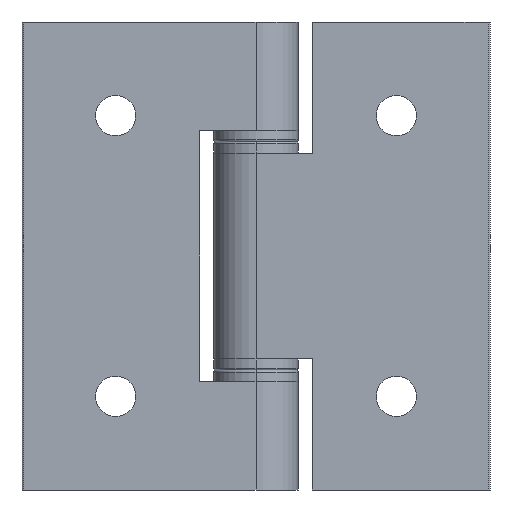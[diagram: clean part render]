
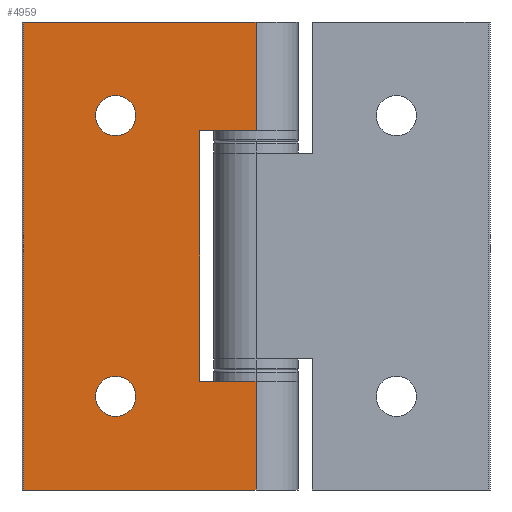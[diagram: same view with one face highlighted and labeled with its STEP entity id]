
A CAD part, front view. The second image highlights one B-rep face of the part: STEP entity #4959.
In plain terms, the highlighted planar face has unit normal (0, -1, 0).
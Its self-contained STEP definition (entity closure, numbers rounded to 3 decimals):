
#19 = EDGE_CURVE ( 'NONE', #1342, #1243, #170, .T. ) ;
#61 = VERTEX_POINT ( 'NONE', #4014 ) ;
#110 = VERTEX_POINT ( 'NONE', #4111 ) ;
#170 = LINE ( 'NONE', #3828, #5380 ) ;
#191 = LINE ( 'NONE', #4100, #4916 ) ;
#193 = LINE ( 'NONE', #4102, #2815 ) ;
#282 = EDGE_CURVE ( 'NONE', #3256, #1243, #191, .T. ) ;
#283 = EDGE_CURVE ( 'NONE', #1271, #3256, #193, .T. ) ;
#284 = EDGE_CURVE ( 'NONE', #3255, #1247, #3270, .T. ) ;
#285 = EDGE_CURVE ( 'NONE', #3255, #1271, #3271, .T. ) ;
#318 = LINE ( 'NONE', #1203, #5792 ) ;
#319 = LINE ( 'NONE', #1211, #5797 ) ;
#692 = CARTESIAN_POINT ( 'NONE',  ( -24.8, -4.5, 25. ) ) ;
#693 = DIRECTION ( 'NONE',  ( 0., 0., -1. ) ) ;
#694 = CARTESIAN_POINT ( 'NONE',  ( -15., -4.5, 15. ) ) ;
#695 = DIRECTION ( 'NONE',  ( 0., 1., 0. ) ) ;
#696 = DIRECTION ( 'NONE',  ( -1., 0., 0. ) ) ;
#697 = CARTESIAN_POINT ( 'NONE',  ( -15., -4.5, -15. ) ) ;
#698 = DIRECTION ( 'NONE',  ( 0., 1., 0. ) ) ;
#699 = DIRECTION ( 'NONE',  ( -1., 0., 0. ) ) ;
#1055 = CARTESIAN_POINT ( 'NONE',  ( -15., -4.5, -15. ) ) ;
#1056 = DIRECTION ( 'NONE',  ( 0., 1., 0. ) ) ;
#1057 = DIRECTION ( 'NONE',  ( -1., 0., 0. ) ) ;
#1066 = CARTESIAN_POINT ( 'NONE',  ( -15., -4.5, 15. ) ) ;
#1067 = DIRECTION ( 'NONE',  ( 0., 1., 0. ) ) ;
#1068 = DIRECTION ( 'NONE',  ( -1., 0., 0. ) ) ;
#1156 = PLANE ( 'NONE',  #5771 ) ;
#1157 = CARTESIAN_POINT ( 'NONE',  ( 0., -4.5, 25. ) ) ;
#1158 = DIRECTION ( 'NONE',  ( 0., 1., 0. ) ) ;
#1159 = DIRECTION ( 'NONE',  ( -1., 0., 0. ) ) ;
#1203 = CARTESIAN_POINT ( 'NONE',  ( 0., -4.5, 25. ) ) ;
#1204 = DIRECTION ( 'NONE',  ( 1., 0., 0. ) ) ;
#1211 = CARTESIAN_POINT ( 'NONE',  ( 0., -4.5, -25. ) ) ;
#1212 = DIRECTION ( 'NONE',  ( 1., 0., 0. ) ) ;
#1224 = VERTEX_POINT ( 'NONE', #4223 ) ;
#1243 = VERTEX_POINT ( 'NONE', #4242 ) ;
#1244 = VERTEX_POINT ( 'NONE', #4243 ) ;
#1247 = VERTEX_POINT ( 'NONE', #4246 ) ;
#1249 = VERTEX_POINT ( 'NONE', #4248 ) ;
#1271 = VERTEX_POINT ( 'NONE', #4270 ) ;
#1342 = VERTEX_POINT ( 'NONE', #4341 ) ;
#1816 = ORIENTED_EDGE ( 'NONE', *, *, #4794, .T. ) ;
#1876 = ORIENTED_EDGE ( 'NONE', *, *, #4793, .T. ) ;
#1877 = ORIENTED_EDGE ( 'NONE', *, *, #283, .T. ) ;
#1878 = ORIENTED_EDGE ( 'NONE', *, *, #4872, .T. ) ;
#1879 = ORIENTED_EDGE ( 'NONE', *, *, #4868, .T. ) ;
#1880 = ORIENTED_EDGE ( 'NONE', *, *, #19, .F. ) ;
#1881 = ORIENTED_EDGE ( 'NONE', *, *, #282, .T. ) ;
#1882 = ORIENTED_EDGE ( 'NONE', *, *, #4792, .T. ) ;
#1883 = ORIENTED_EDGE ( 'NONE', *, *, #4976, .F. ) ;
#1884 = ORIENTED_EDGE ( 'NONE', *, *, #4979, .T. ) ;
#1885 = ORIENTED_EDGE ( 'NONE', *, *, #284, .F. ) ;
#1887 = ORIENTED_EDGE ( 'NONE', *, *, #285, .T. ) ;
#2100 = CARTESIAN_POINT ( 'NONE',  ( -24.8, -4.5, -25. ) ) ;
#2107 = CARTESIAN_POINT ( 'NONE',  ( 0., -4.5, -13.4 ) ) ;
#2108 = CARTESIAN_POINT ( 'NONE',  ( -6., -4.5, 13.4 ) ) ;
#2280 = LINE ( 'NONE', #692, #5713 ) ;
#2366 = FACE_BOUND ( 'NONE', #3014, .T. ) ;
#2367 = FACE_BOUND ( 'NONE', #3025, .T. ) ;
#2368 = FACE_OUTER_BOUND ( 'NONE', #3023, .T. ) ;
#2815 = VECTOR ( 'NONE', #4101, 1000. ) ;
#2817 = VECTOR ( 'NONE', #3863, 1000. ) ;
#2818 = VECTOR ( 'NONE', #3848, 1000. ) ;
#3014 = EDGE_LOOP ( 'NONE', ( #1876, #1878 ) ) ;
#3023 = EDGE_LOOP ( 'NONE', ( #1877, #1881, #1880, #1883, #1882, #1884, #1885, #1887 ) ) ;
#3025 = EDGE_LOOP ( 'NONE', ( #1816, #1879 ) ) ;
#3248 = VERTEX_POINT ( 'NONE', #2100 ) ;
#3255 = VERTEX_POINT ( 'NONE', #2107 ) ;
#3256 = VERTEX_POINT ( 'NONE', #2108 ) ;
#3270 = LINE ( 'NONE', #3854, #2817 ) ;
#3271 = LINE ( 'NONE', #3850, #2818 ) ;
#3753 = CIRCLE ( 'NONE', #3762, 2.15 ) ;
#3762 = AXIS2_PLACEMENT_3D ( 'NONE', #1055, #1056, #1057 ) ;
#3828 = CARTESIAN_POINT ( 'NONE',  ( 0., -4.5, 25. ) ) ;
#3829 = DIRECTION ( 'NONE',  ( 0., 0., -1. ) ) ;
#3848 = DIRECTION ( 'NONE',  ( -1., 0., 0. ) ) ;
#3850 = CARTESIAN_POINT ( 'NONE',  ( 0., -4.5, -13.4 ) ) ;
#3854 = CARTESIAN_POINT ( 'NONE',  ( 0., -4.5, 25. ) ) ;
#3863 = DIRECTION ( 'NONE',  ( 0., 0., -1. ) ) ;
#3866 = DIRECTION ( 'NONE',  ( 1., 0., 0. ) ) ;
#4014 = CARTESIAN_POINT ( 'NONE',  ( -15., -4.5, 12.85 ) ) ;
#4100 = CARTESIAN_POINT ( 'NONE',  ( 0., -4.5, 13.4 ) ) ;
#4101 = DIRECTION ( 'NONE',  ( 0., 0., 1. ) ) ;
#4102 = CARTESIAN_POINT ( 'NONE',  ( -6., -4.5, 25. ) ) ;
#4111 = CARTESIAN_POINT ( 'NONE',  ( -15., -4.5, -17.15 ) ) ;
#4223 = CARTESIAN_POINT ( 'NONE',  ( -15., -4.5, 17.15 ) ) ;
#4242 = CARTESIAN_POINT ( 'NONE',  ( 0., -4.5, 13.4 ) ) ;
#4243 = CARTESIAN_POINT ( 'NONE',  ( -15., -4.5, -12.85 ) ) ;
#4246 = CARTESIAN_POINT ( 'NONE',  ( 0., -4.5, -25. ) ) ;
#4248 = CARTESIAN_POINT ( 'NONE',  ( -24.8, -4.5, 25. ) ) ;
#4270 = CARTESIAN_POINT ( 'NONE',  ( -6., -4.5, -13.4 ) ) ;
#4341 = CARTESIAN_POINT ( 'NONE',  ( 0., -4.5, 25. ) ) ;
#4792 = EDGE_CURVE ( 'NONE', #1249, #3248, #2280, .T. ) ;
#4793 = EDGE_CURVE ( 'NONE', #1224, #61, #5711, .T. ) ;
#4794 = EDGE_CURVE ( 'NONE', #1244, #110, #5715, .T. ) ;
#4868 = EDGE_CURVE ( 'NONE', #110, #1244, #3753, .T. ) ;
#4872 = EDGE_CURVE ( 'NONE', #61, #1224, #5734, .T. ) ;
#4916 = VECTOR ( 'NONE', #3866, 1000. ) ;
#4959 = ADVANCED_FACE ( 'NONE', ( #2366, #2367, #2368 ), #1156, .F. ) ;
#4976 = EDGE_CURVE ( 'NONE', #1249, #1342, #318, .T. ) ;
#4979 = EDGE_CURVE ( 'NONE', #3248, #1247, #319, .T. ) ;
#5380 = VECTOR ( 'NONE', #3829, 1000. ) ;
#5711 = CIRCLE ( 'NONE', #5714, 2.15 ) ;
#5713 = VECTOR ( 'NONE', #693, 1000. ) ;
#5714 = AXIS2_PLACEMENT_3D ( 'NONE', #694, #695, #696 ) ;
#5715 = CIRCLE ( 'NONE', #5717, 2.15 ) ;
#5717 = AXIS2_PLACEMENT_3D ( 'NONE', #697, #698, #699 ) ;
#5734 = CIRCLE ( 'NONE', #5736, 2.15 ) ;
#5736 = AXIS2_PLACEMENT_3D ( 'NONE', #1066, #1067, #1068 ) ;
#5771 = AXIS2_PLACEMENT_3D ( 'NONE', #1157, #1158, #1159 ) ;
#5792 = VECTOR ( 'NONE', #1204, 1000. ) ;
#5797 = VECTOR ( 'NONE', #1212, 1000. ) ;
